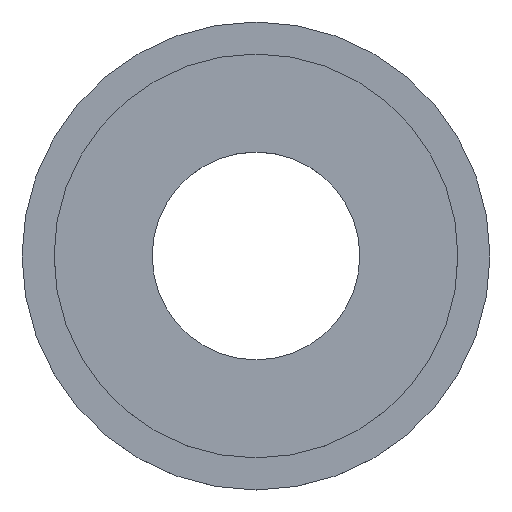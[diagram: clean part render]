
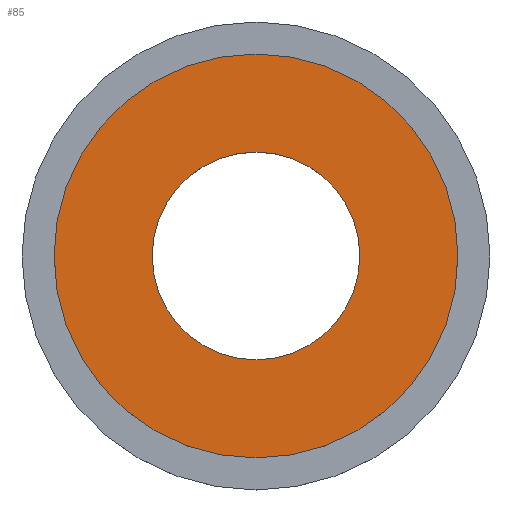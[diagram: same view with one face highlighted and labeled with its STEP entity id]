
A CAD part, top view. The second image highlights one B-rep face of the part: STEP entity #85.
In plain terms, the highlighted planar face has unit normal (0, 0, 1).
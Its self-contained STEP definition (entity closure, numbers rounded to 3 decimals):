
#25=FACE_BOUND('',#36,.T.);
#28=FACE_OUTER_BOUND('',#35,.T.);
#35=EDGE_LOOP('',(#65));
#36=EDGE_LOOP('',(#66));
#44=CIRCLE('',#108,15.75);
#45=CIRCLE('',#109,8.1);
#50=VERTEX_POINT('',#152);
#51=VERTEX_POINT('',#154);
#56=EDGE_CURVE('',#50,#50,#44,.T.);
#57=EDGE_CURVE('',#51,#51,#45,.T.);
#65=ORIENTED_EDGE('',*,*,#56,.T.);
#66=ORIENTED_EDGE('',*,*,#57,.T.);
#82=PLANE('',#107);
#85=ADVANCED_FACE('',(#28,#25),#82,.T.);
#107=AXIS2_PLACEMENT_3D('',#151,#124,#125);
#108=AXIS2_PLACEMENT_3D('',#153,#126,#127);
#109=AXIS2_PLACEMENT_3D('',#155,#128,#129);
#124=DIRECTION('center_axis',(0.,0.,
1.));
#125=DIRECTION('ref_axis',(-1.,0.,0.));
#126=DIRECTION('center_axis',(0.,0.,
1.));
#127=DIRECTION('ref_axis',(-1.,0.,0.));
#128=DIRECTION('center_axis',(0.,0.,
-1.));
#129=DIRECTION('ref_axis',(-1.,0.,0.));
#151=CARTESIAN_POINT('Origin',(50.294,2.198,8.34));
#152=CARTESIAN_POINT('',(66.044,2.198,8.34));
#153=CARTESIAN_POINT('Origin',(50.294,2.198,8.34));
#154=CARTESIAN_POINT('',(58.394,2.198,8.34));
#155=CARTESIAN_POINT('Origin',(50.294,2.198,8.34));
